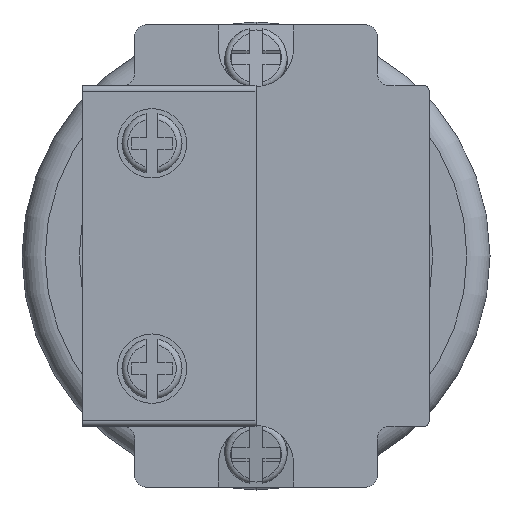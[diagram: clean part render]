
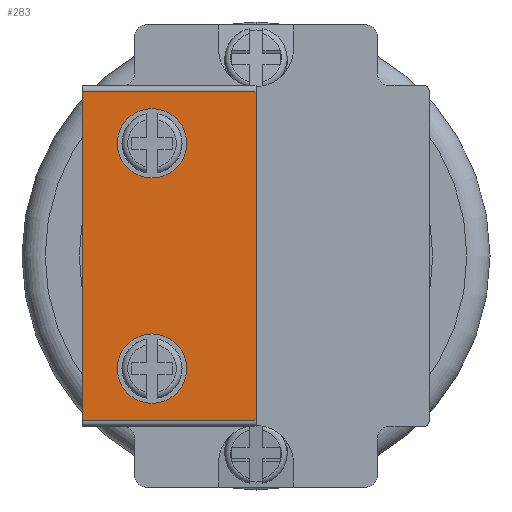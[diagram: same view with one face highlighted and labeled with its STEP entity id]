
A CAD part, front view. The second image highlights one B-rep face of the part: STEP entity #283.
In plain terms, the highlighted planar face has unit normal (0, -1, 0).
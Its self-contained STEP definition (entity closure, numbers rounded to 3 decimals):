
#39 = DIRECTION ( 'NONE',  ( 0., 0., 1. ) ) ;
#227 = VECTOR ( 'NONE', #4893, 1000. ) ;
#283 = ADVANCED_FACE ( 'NONE', ( #5123, #1297, #4821 ), #1487, .F. ) ;
#295 = EDGE_CURVE ( 'NONE', #1853, #1701, #1148, .T. ) ;
#310 = DIRECTION ( 'NONE',  ( 0., -1., 0. ) ) ;
#328 = CIRCLE ( 'NONE', #2397, 3. ) ;
#356 = AXIS2_PLACEMENT_3D ( 'NONE', #545, #1506, #39 ) ;
#379 = CARTESIAN_POINT ( 'NONE',  ( 15., 17.8, 14.25 ) ) ;
#453 = VECTOR ( 'NONE', #858, 1000. ) ;
#526 = DIRECTION ( 'NONE',  ( 0., -1., 0. ) ) ;
#545 = CARTESIAN_POINT ( 'NONE',  ( 15., 17.8, -14.75 ) ) ;
#568 = EDGE_LOOP ( 'NONE', ( #5690, #1527, #3669, #657 ) ) ;
#643 = EDGE_LOOP ( 'NONE', ( #4852, #1707 ) ) ;
#657 = ORIENTED_EDGE ( 'NONE', *, *, #3698, .F. ) ;
#674 = EDGE_CURVE ( 'NONE', #2360, #6164, #328, .T. ) ;
#854 = EDGE_CURVE ( 'NONE', #2353, #3167, #5245, .T. ) ;
#858 = DIRECTION ( 'NONE',  ( -1., 0., 0. ) ) ;
#946 = ORIENTED_EDGE ( 'NONE', *, *, #5121, .F. ) ;
#947 = AXIS2_PLACEMENT_3D ( 'NONE', #2460, #526, #4031 ) ;
#1148 = CIRCLE ( 'NONE', #947, 3. ) ;
#1297 = FACE_BOUND ( 'NONE', #3635, .T. ) ;
#1487 = PLANE ( 'NONE',  #356 ) ;
#1499 = EDGE_CURVE ( 'NONE', #6164, #2360, #4214, .T. ) ;
#1506 = DIRECTION ( 'NONE',  ( 0., 1., 0. ) ) ;
#1527 = ORIENTED_EDGE ( 'NONE', *, *, #5017, .F. ) ;
#1531 = CARTESIAN_POINT ( 'NONE',  ( -9., 17.8, -9.75 ) ) ;
#1701 = VERTEX_POINT ( 'NONE', #2628 ) ;
#1707 = ORIENTED_EDGE ( 'NONE', *, *, #1499, .F. ) ;
#1722 = DIRECTION ( 'NONE',  ( 0., 0., 1. ) ) ;
#1853 = VERTEX_POINT ( 'NONE', #5290 ) ;
#2109 = DIRECTION ( 'NONE',  ( 0., -1., 0. ) ) ;
#2319 = CARTESIAN_POINT ( 'NONE',  ( -15., 17.8, -14.75 ) ) ;
#2337 = CIRCLE ( 'NONE', #4400, 3. ) ;
#2353 = VERTEX_POINT ( 'NONE', #2505 ) ;
#2360 = VERTEX_POINT ( 'NONE', #3991 ) ;
#2397 = AXIS2_PLACEMENT_3D ( 'NONE', #3834, #310, #3805 ) ;
#2460 = CARTESIAN_POINT ( 'NONE',  ( -9., 17.8, -9.75 ) ) ;
#2505 = CARTESIAN_POINT ( 'NONE',  ( -15., 17.8, -14.25 ) ) ;
#2628 = CARTESIAN_POINT ( 'NONE',  ( -9., 17.8, -12.75 ) ) ;
#2970 = CARTESIAN_POINT ( 'NONE',  ( 0., 17.8, 14.75 ) ) ;
#3044 = LINE ( 'NONE', #2970, #227 ) ;
#3167 = VERTEX_POINT ( 'NONE', #3311 ) ;
#3311 = CARTESIAN_POINT ( 'NONE',  ( 0., 17.8, -14.25 ) ) ;
#3635 = EDGE_LOOP ( 'NONE', ( #946, #4533 ) ) ;
#3669 = ORIENTED_EDGE ( 'NONE', *, *, #4824, .T. ) ;
#3681 = LINE ( 'NONE', #2319, #4546 ) ;
#3698 = EDGE_CURVE ( 'NONE', #2353, #3818, #3681, .T. ) ;
#3805 = DIRECTION ( 'NONE',  ( 0., 0., -1. ) ) ;
#3818 = VERTEX_POINT ( 'NONE', #6395 ) ;
#3834 = CARTESIAN_POINT ( 'NONE',  ( -9., 17.8, 9.75 ) ) ;
#3891 = VERTEX_POINT ( 'NONE', #5489 ) ;
#3927 = VECTOR ( 'NONE', #4946, 1000. ) ;
#3991 = CARTESIAN_POINT ( 'NONE',  ( -9., 17.8, 6.75 ) ) ;
#4023 = DIRECTION ( 'NONE',  ( 0., -1., 0. ) ) ;
#4031 = DIRECTION ( 'NONE',  ( 0., 0., -1. ) ) ;
#4214 = CIRCLE ( 'NONE', #4375, 3. ) ;
#4350 = CARTESIAN_POINT ( 'NONE',  ( -9., 17.8, 12.75 ) ) ;
#4375 = AXIS2_PLACEMENT_3D ( 'NONE', #5592, #2109, #4601 ) ;
#4400 = AXIS2_PLACEMENT_3D ( 'NONE', #1531, #4023, #4496 ) ;
#4496 = DIRECTION ( 'NONE',  ( 0., 0., -1. ) ) ;
#4533 = ORIENTED_EDGE ( 'NONE', *, *, #295, .F. ) ;
#4546 = VECTOR ( 'NONE', #1722, 1000. ) ;
#4601 = DIRECTION ( 'NONE',  ( 0., 0., -1. ) ) ;
#4821 = FACE_OUTER_BOUND ( 'NONE', #568, .T. ) ;
#4824 = EDGE_CURVE ( 'NONE', #3891, #3818, #5856, .T. ) ;
#4852 = ORIENTED_EDGE ( 'NONE', *, *, #674, .F. ) ;
#4893 = DIRECTION ( 'NONE',  ( 0., 0., -1. ) ) ;
#4946 = DIRECTION ( 'NONE',  ( 1., 0., 0. ) ) ;
#5017 = EDGE_CURVE ( 'NONE', #3891, #3167, #3044, .T. ) ;
#5121 = EDGE_CURVE ( 'NONE', #1701, #1853, #2337, .T. ) ;
#5123 = FACE_BOUND ( 'NONE', #643, .T. ) ;
#5245 = LINE ( 'NONE', #5970, #3927 ) ;
#5290 = CARTESIAN_POINT ( 'NONE',  ( -9., 17.8, -6.75 ) ) ;
#5489 = CARTESIAN_POINT ( 'NONE',  ( 0., 17.8, 14.25 ) ) ;
#5592 = CARTESIAN_POINT ( 'NONE',  ( -9., 17.8, 9.75 ) ) ;
#5690 = ORIENTED_EDGE ( 'NONE', *, *, #854, .T. ) ;
#5856 = LINE ( 'NONE', #379, #453 ) ;
#5970 = CARTESIAN_POINT ( 'NONE',  ( 15., 17.8, -14.25 ) ) ;
#6164 = VERTEX_POINT ( 'NONE', #4350 ) ;
#6395 = CARTESIAN_POINT ( 'NONE',  ( -15., 17.8, 14.25 ) ) ;
